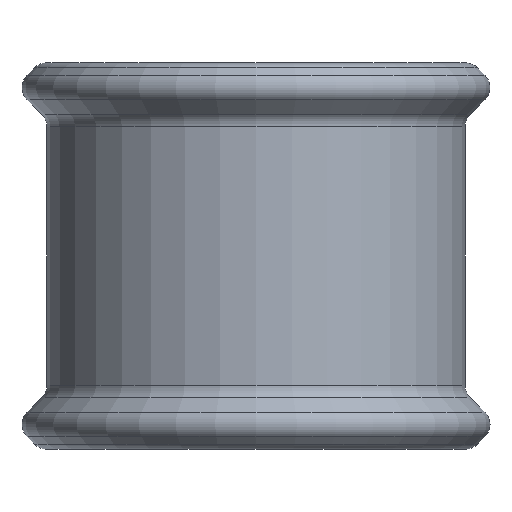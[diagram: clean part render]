
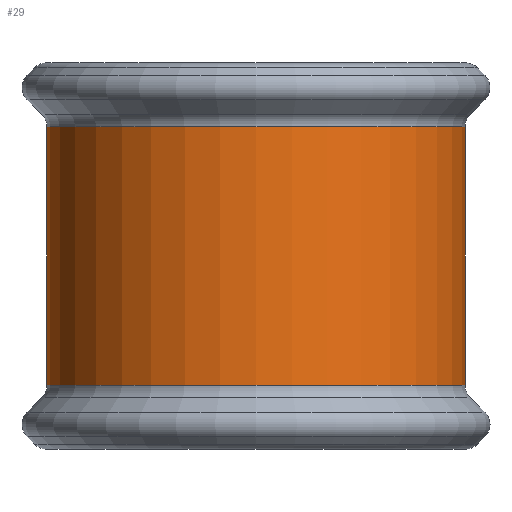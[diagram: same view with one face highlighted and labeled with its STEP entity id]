
A CAD part, front view. The second image highlights one B-rep face of the part: STEP entity #29.
In plain terms, the highlighted cylindrical face has radius 9.335 mm (diameter 18.669 mm), a partial arc.
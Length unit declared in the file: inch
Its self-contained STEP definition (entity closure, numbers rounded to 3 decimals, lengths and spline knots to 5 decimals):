
#29 = ADVANCED_FACE ( 'NONE', ( #827 ), #1572, .T. ) ;
#73 = CARTESIAN_POINT ( 'NONE',  ( 0.3125, -0.781, -0.22729 ) ) ;
#94 = CARTESIAN_POINT ( 'NONE',  ( -0.055, -0.781, -0.22729 ) ) ;
#315 = VERTEX_POINT ( 'NONE', #94 ) ;
#399 = DIRECTION ( 'NONE',  ( -1., 0., 0. ) ) ;
#552 = DIRECTION ( 'NONE',  ( -1., 0., 0. ) ) ;
#809 = CARTESIAN_POINT ( 'NONE',  ( 0.3125, -0.4135, 0.22729 ) ) ;
#814 = CIRCLE ( 'NONE', #5677, 0.3675 ) ;
#827 = FACE_OUTER_BOUND ( 'NONE', #3570, .T. ) ;
#833 = DIRECTION ( 'NONE',  ( 0., 0., -1. ) ) ;
#971 = EDGE_CURVE ( 'NONE', #2605, #2795, #2832, .T. ) ;
#1102 = ORIENTED_EDGE ( 'NONE', *, *, #2978, .F. ) ;
#1572 = CYLINDRICAL_SURFACE ( 'NONE', #5372, 0.3675 ) ;
#1590 = VECTOR ( 'NONE', #4092, 39.37008 ) ;
#2042 = CARTESIAN_POINT ( 'NONE',  ( -0.055, -0.781, 0.22729 ) ) ;
#2140 = DIRECTION ( 'NONE',  ( 0., 0., -1. ) ) ;
#2605 = VERTEX_POINT ( 'NONE', #5612 ) ;
#2795 = VERTEX_POINT ( 'NONE', #3962 ) ;
#2832 = LINE ( 'NONE', #809, #1590 ) ;
#2978 = EDGE_CURVE ( 'NONE', #2605, #315, #814, .T. ) ;
#3204 = ORIENTED_EDGE ( 'NONE', *, *, #971, .T. ) ;
#3365 = DIRECTION ( 'NONE',  ( 0., 0., -1. ) ) ;
#3404 = AXIS2_PLACEMENT_3D ( 'NONE', #4965, #2140, #5433 ) ;
#3537 = VECTOR ( 'NONE', #4013, 39.37008 ) ;
#3570 = EDGE_LOOP ( 'NONE', ( #3204, #5039, #4758, #1102 ) ) ;
#3758 = VERTEX_POINT ( 'NONE', #2042 ) ;
#3962 = CARTESIAN_POINT ( 'NONE',  ( 0.3125, -0.4135, 0.22729 ) ) ;
#4013 = DIRECTION ( 'NONE',  ( 0., 0., 1. ) ) ;
#4092 = DIRECTION ( 'NONE',  ( 0., 0., 1. ) ) ;
#4490 = CARTESIAN_POINT ( 'NONE',  ( -0.055, -0.781, 0.22729 ) ) ;
#4758 = ORIENTED_EDGE ( 'NONE', *, *, #5113, .F. ) ;
#4802 = LINE ( 'NONE', #4490, #3537 ) ;
#4934 = CIRCLE ( 'NONE', #3404, 0.3675 ) ;
#4965 = CARTESIAN_POINT ( 'NONE',  ( 0.3125, -0.781, 0.22729 ) ) ;
#5039 = ORIENTED_EDGE ( 'NONE', *, *, #5718, .T. ) ;
#5113 = EDGE_CURVE ( 'NONE', #315, #3758, #4802, .T. ) ;
#5372 = AXIS2_PLACEMENT_3D ( 'NONE', #5728, #833, #399 ) ;
#5433 = DIRECTION ( 'NONE',  ( -1., 0., 0. ) ) ;
#5612 = CARTESIAN_POINT ( 'NONE',  ( 0.3125, -0.4135, -0.22729 ) ) ;
#5677 = AXIS2_PLACEMENT_3D ( 'NONE', #73, #3365, #552 ) ;
#5718 = EDGE_CURVE ( 'NONE', #2795, #3758, #4934, .T. ) ;
#5728 = CARTESIAN_POINT ( 'NONE',  ( 0.3125, -0.781, 0. ) ) ;
